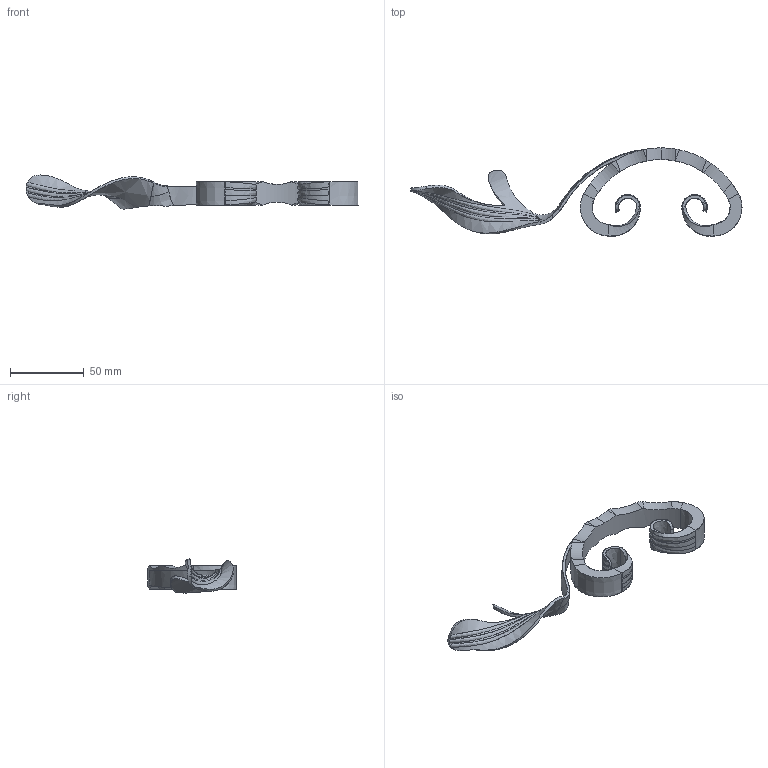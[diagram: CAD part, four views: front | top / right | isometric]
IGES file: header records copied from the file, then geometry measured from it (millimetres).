
Start section: SolidWorks IGES file using analytic representation for surfaces
Global section: file name: 4565.igs; native system: SolidWorks 2015; preprocessor: SolidWorks 2015; author: Christian; date: 180509.144854; units: millimetre
Bounding box: 225.86 x 60.03 x 23.15 mm (x, y, z)
Surface area: 19663.3 mm2 (no closed solid volume)
Topology: 0 solids, 0 shells, 298 faces, 3690 edges, 3690 vertices
Faces by surface type: bspline 276, revolution 22
